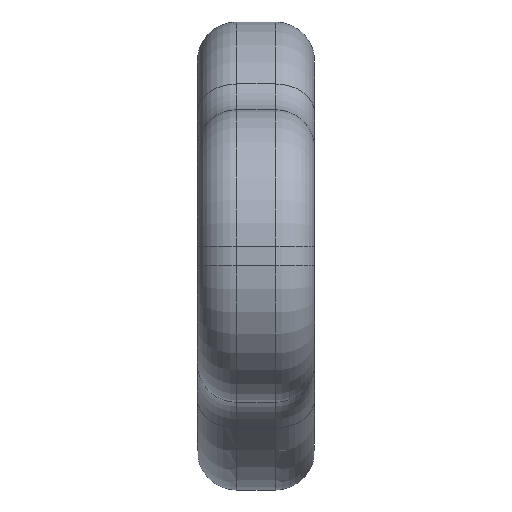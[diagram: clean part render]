
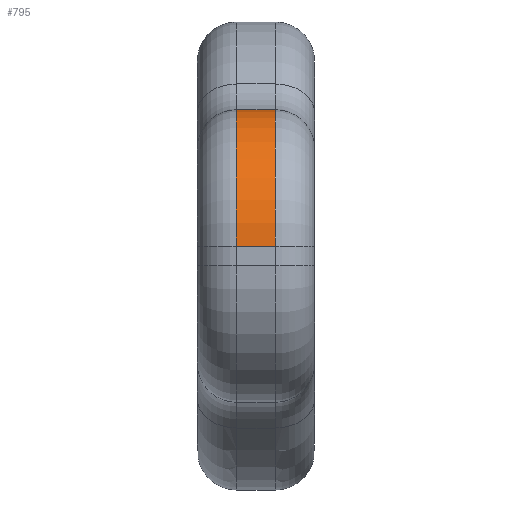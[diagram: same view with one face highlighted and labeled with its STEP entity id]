
A CAD part, left-side view. The second image highlights one B-rep face of the part: STEP entity #795.
In plain terms, the highlighted cylindrical face has radius 3.5 mm (diameter 7 mm), a partial arc.
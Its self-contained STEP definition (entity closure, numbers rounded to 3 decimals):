
#48 = AXIS2_PLACEMENT_3D ( 'NONE', #1850, #617, #1705 ) ;
#244 = CARTESIAN_POINT ( 'NONE',  ( -12.5, 1., 0.25 ) ) ;
#330 = CARTESIAN_POINT ( 'NONE',  ( -12.5, 3., 0.25 ) ) ;
#393 = CARTESIAN_POINT ( 'NONE',  ( -9., 1., 0.25 ) ) ;
#599 = AXIS2_PLACEMENT_3D ( 'NONE', #1767, #1552, #2296 ) ;
#617 = DIRECTION ( 'NONE',  ( 0., -1., 0. ) ) ;
#783 = CARTESIAN_POINT ( 'NONE',  ( -12.5, 2., 0.25 ) ) ;
#795 = ADVANCED_FACE ( 'NONE', ( #1396 ), #2258, .T. ) ;
#867 = ORIENTED_EDGE ( 'NONE', *, *, #1331, .F. ) ;
#932 = DIRECTION ( 'NONE',  ( 0., 1., 0. ) ) ;
#940 = AXIS2_PLACEMENT_3D ( 'NONE', #393, #932, #1823 ) ;
#1015 = CIRCLE ( 'NONE', #48, 3.5 ) ;
#1033 = VERTEX_POINT ( 'NONE', #244 ) ;
#1176 = ORIENTED_EDGE ( 'NONE', *, *, #1252, .T. ) ;
#1231 = LINE ( 'NONE', #1564, #2272 ) ;
#1252 = EDGE_CURVE ( 'NONE', #1033, #2121, #1941, .T. ) ;
#1331 = EDGE_CURVE ( 'NONE', #2150, #2121, #1231, .T. ) ;
#1361 = VECTOR ( 'NONE', #1588, 1000. ) ;
#1388 = EDGE_CURVE ( 'NONE', #1033, #2177, #1408, .T. ) ;
#1396 = FACE_OUTER_BOUND ( 'NONE', #1924, .T. ) ;
#1408 = LINE ( 'NONE', #330, #1361 ) ;
#1496 = CARTESIAN_POINT ( 'NONE',  ( -9., 2., 3.75 ) ) ;
#1552 = DIRECTION ( 'NONE',  ( 0., 1., 0. ) ) ;
#1564 = CARTESIAN_POINT ( 'NONE',  ( -9., 0., 3.75 ) ) ;
#1588 = DIRECTION ( 'NONE',  ( 0., 1., 0. ) ) ;
#1705 = DIRECTION ( 'NONE',  ( 0., 0., 1. ) ) ;
#1709 = ORIENTED_EDGE ( 'NONE', *, *, #2246, .T. ) ;
#1767 = CARTESIAN_POINT ( 'NONE',  ( -9., 3., 0.25 ) ) ;
#1823 = DIRECTION ( 'NONE',  ( 0., 0., 1. ) ) ;
#1850 = CARTESIAN_POINT ( 'NONE',  ( -9., 2., 0.25 ) ) ;
#1924 = EDGE_LOOP ( 'NONE', ( #867, #1709, #2006, #1176 ) ) ;
#1941 = CIRCLE ( 'NONE', #940, 3.5 ) ;
#1993 = CARTESIAN_POINT ( 'NONE',  ( -9., 1., 3.75 ) ) ;
#2006 = ORIENTED_EDGE ( 'NONE', *, *, #1388, .F. ) ;
#2097 = DIRECTION ( 'NONE',  ( 0., -1., 0. ) ) ;
#2121 = VERTEX_POINT ( 'NONE', #1993 ) ;
#2150 = VERTEX_POINT ( 'NONE', #1496 ) ;
#2177 = VERTEX_POINT ( 'NONE', #783 ) ;
#2246 = EDGE_CURVE ( 'NONE', #2150, #2177, #1015, .T. ) ;
#2258 = CYLINDRICAL_SURFACE ( 'NONE', #599, 3.5 ) ;
#2272 = VECTOR ( 'NONE', #2097, 1000. ) ;
#2296 = DIRECTION ( 'NONE',  ( 0., 0., 1. ) ) ;
